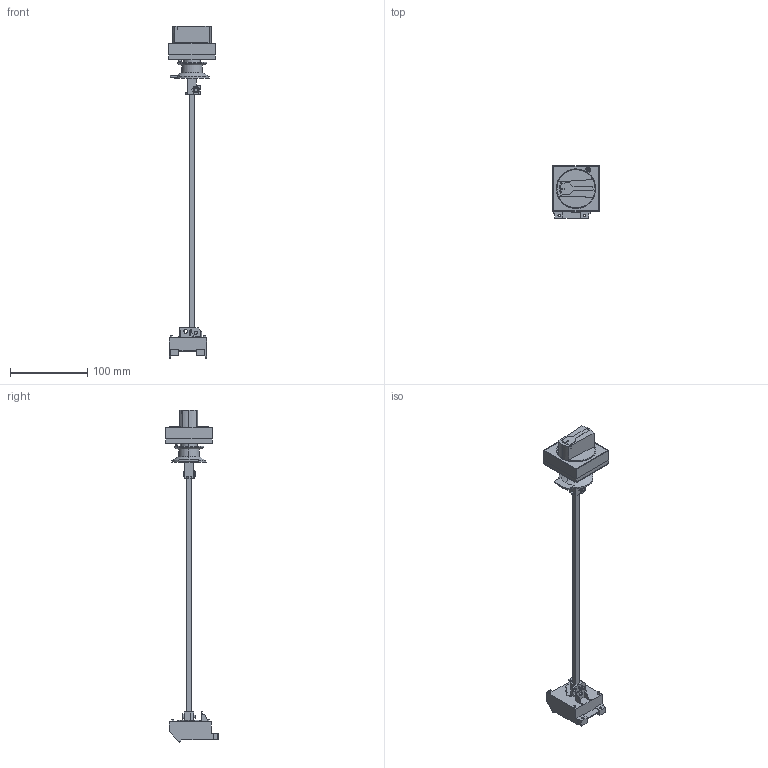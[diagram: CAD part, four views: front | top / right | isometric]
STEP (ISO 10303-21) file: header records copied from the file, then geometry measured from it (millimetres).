
FILE_DESCRIPTION((''),'2;1');
FILE_NAME('GV2APNB-3D_ASM','2022-08-10T10:54:19',('SESA651364'),('Schneider-Electric'),'CREO PARAMETRIC BY PTC INC, 2021284','CREO PARAMETRIC BY PTC INC, 2021284','');
FILE_SCHEMA(('AP242_MANAGED_MODEL_BASED_3D_ENGINEERING_MIM_LF { 1 0 10303 442 1 1 4 }'));
Length unit declared in the file: millimetre
Products named in the file (3): HANDLE; GV2APNB-COVER; GV2APNB-3D_ASM
Assembly tree (2 placements, depth 2):
  GV2APNB-3D_ASM
    HANDLE
    GV2APNB-COVER
Bounding box: 60 x 67.81 x 429.5 mm (x, y, z)
Volume: 146924.4 mm3; surface area: 49257 mm2
Topology: 2 solids, 2 shells, 361 faces, 970 edges, 642 vertices
Faces by surface type: plane 277, cylinder 80, cone 4
Entity records: 14216 total; most frequent: CARTESIAN_POINT 2038, ORIENTED_EDGE 1940, DIRECTION 1879, EDGE_CURVE 970, VECTOR 763, LINE 763, VERTEX_POINT 642, AXIS2_PLACEMENT_3D 558
